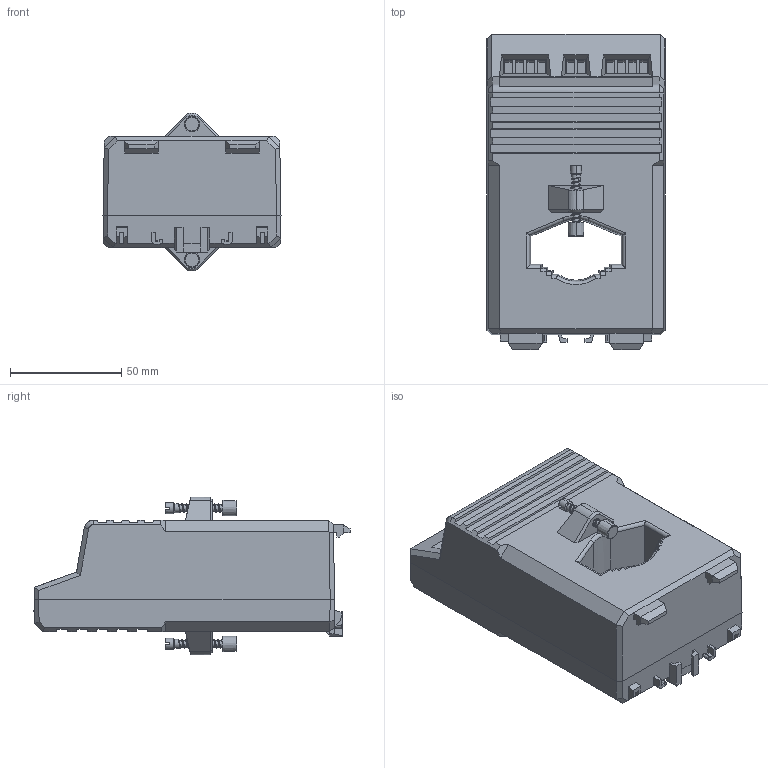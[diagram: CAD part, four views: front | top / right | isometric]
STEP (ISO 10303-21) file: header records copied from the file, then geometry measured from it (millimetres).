
FILE_DESCRIPTION (( 'STEP AP214' ), '1' );
FILE_NAME ('SWMU41.5_kpl.STEP', '2012-01-23T08:10:28', ( ' ' ), ( '' ), 'SwSTEP 2.0', 'SolidWorks 2010', '' );
FILE_SCHEMA (( 'AUTOMOTIVE_DESIGN' ));
Length unit declared in the file: millimetre
Products named in the file (4): SWMU41.5_kpl; SWMU41.5_Gehäuse; Plastite_Schraube_30_mit-Gewinde; Isolierschutzkappe
Assembly tree (5 placements, depth 2):
  SWMU41.5_kpl
    Plastite_Schraube_30_mit-Gewinde  x2
    SWMU41.5_Gehäuse
    Isolierschutzkappe  x2
Bounding box: 80 x 142.03 x 71 mm (x, y, z)
Volume: 438694.7 mm3; surface area: 52946.8 mm2
Topology: 5 solids, 5 shells, 599 faces, 1580 edges, 1017 vertices
Faces by surface type: plane 403, cylinder 131, bspline 32, cone 28, torus 5
Entity records: 20901 total; most frequent: CARTESIAN_POINT 7879, ORIENTED_EDGE 2872, DIRECTION 2362, EDGE_CURVE 1436, VECTOR 1128, LINE 1128, VERTEX_POINT 925, AXIS2_PLACEMENT_3D 617
